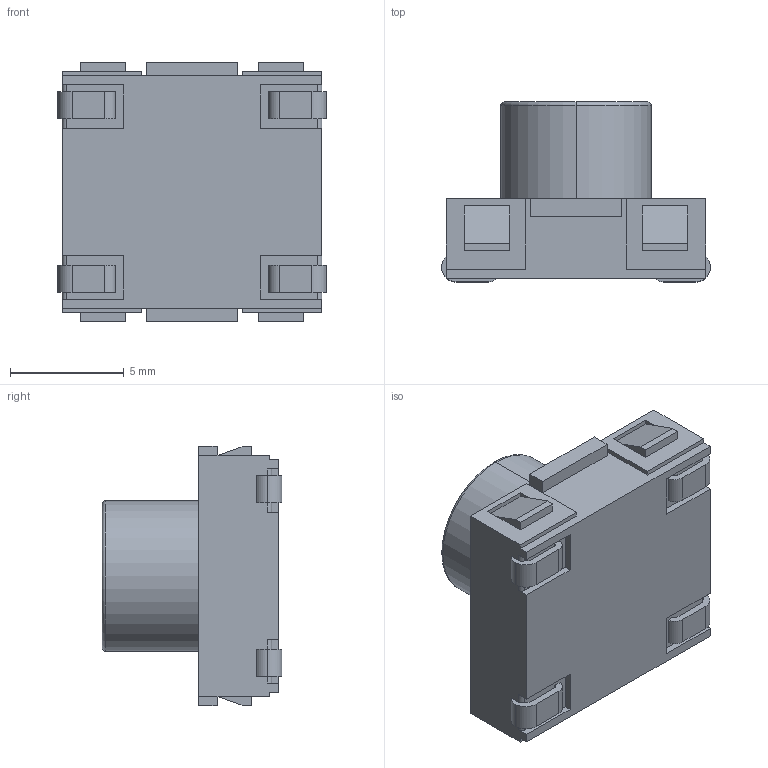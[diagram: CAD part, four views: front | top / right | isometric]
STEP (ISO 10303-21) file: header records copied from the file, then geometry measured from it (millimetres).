
FILE_DESCRIPTION (( 'STEP AP214' ), '1' );
FILE_NAME ('1241.1613.STEP', '2010-12-20T07:10:27', ( 'Schurter GmbH' ), ( 'Schurter GmbH' ), 'SwSTEP 2.0', 'SolidWorks 2009', '' );
FILE_SCHEMA (( 'AUTOMOTIVE_DESIGN' ));
Length unit declared in the file: millimetre
Products named in the file (1): 1241.1613
Bounding box: 11.8 x 7.9 x 11.4 mm (x, y, z)
Volume: 565 mm3; surface area: 538.7 mm2
Topology: 1 solids, 1 shells, 123 faces, 350 edges, 230 vertices
Faces by surface type: plane 95, cylinder 26, torus 2
Entity records: 4018 total; most frequent: CARTESIAN_POINT 704, ORIENTED_EDGE 700, DIRECTION 662, EDGE_CURVE 350, LINE 286, VECTOR 286, VERTEX_POINT 230, AXIS2_PLACEMENT_3D 188
